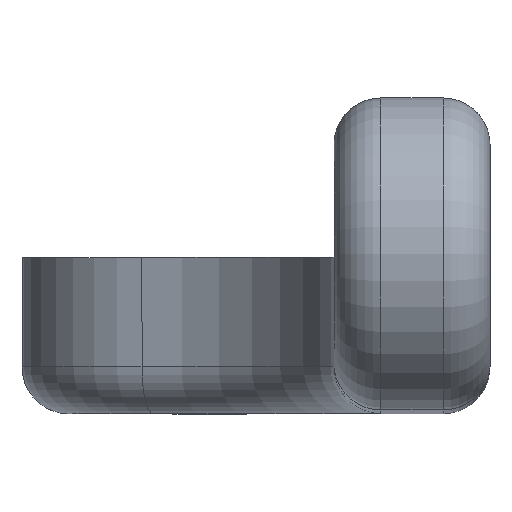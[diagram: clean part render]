
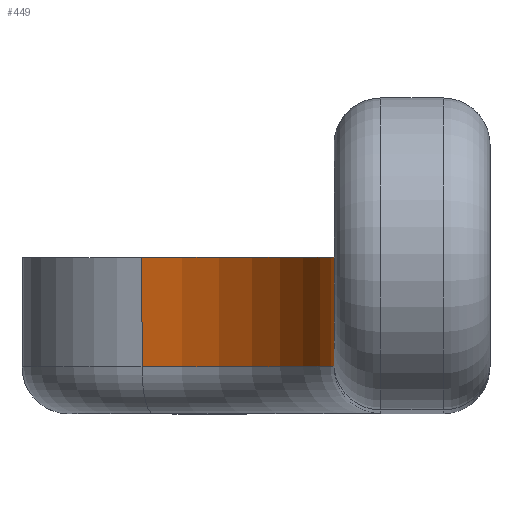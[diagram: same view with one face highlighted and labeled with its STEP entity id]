
A CAD part, top view. The second image highlights one B-rep face of the part: STEP entity #449.
In plain terms, the highlighted cylindrical face has radius 8 mm (diameter 16 mm), a partial arc.
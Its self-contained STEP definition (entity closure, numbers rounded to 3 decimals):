
#56=FACE_OUTER_BOUND('',#85,.T.);
#85=EDGE_LOOP('',(#383,#384,#385,#386));
#100=CIRCLE('',#489,8.);
#118=CIRCLE('',#521,8.);
#147=LINE('',#815,#176);
#150=LINE('',#821,#179);
#176=VECTOR('',#658,5.);
#179=VECTOR('',#667,10.);
#190=VERTEX_POINT('',#712);
#192=VERTEX_POINT('',#718);
#214=VERTEX_POINT('',#797);
#215=VERTEX_POINT('',#799);
#235=EDGE_CURVE('',#190,#192,#100,.T.);
#269=EDGE_CURVE('',#215,#214,#118,.T.);
#277=EDGE_CURVE('',#192,#214,#147,.T.);
#280=EDGE_CURVE('',#190,#215,#150,.T.);
#383=ORIENTED_EDGE('',*,*,#235,.F.);
#384=ORIENTED_EDGE('',*,*,#280,.T.);
#385=ORIENTED_EDGE('',*,*,#269,.T.);
#386=ORIENTED_EDGE('',*,*,#277,.F.);
#425=CYLINDRICAL_SURFACE('',#528,8.);
#449=ADVANCED_FACE('',(#56),#425,.F.);
#489=AXIS2_PLACEMENT_3D('',#722,#565,#566);
#521=AXIS2_PLACEMENT_3D('',#800,#643,#644);
#528=AXIS2_PLACEMENT_3D('',#820,#665,#666);
#565=DIRECTION('center_axis',(0.,1.,0.));
#566=DIRECTION('ref_axis',(0.784,0.,-0.62));
#643=DIRECTION('center_axis',(0.,1.,0.));
#644=DIRECTION('ref_axis',(0.707,0.,-0.707));
#658=DIRECTION('',(0.,1.,0.));
#665=DIRECTION('center_axis',(0.,1.,0.));
#666=DIRECTION('ref_axis',(0.707,0.,-0.707));
#667=DIRECTION('',(0.,1.,0.));
#712=CARTESIAN_POINT('',(0.,-1.,-112.));
#718=CARTESIAN_POINT('',(-6.154,-1.,-119.784));
#722=CARTESIAN_POINT('Origin',(-8.,-1.,-112.));
#797=CARTESIAN_POINT('',(-6.154,2.5,-119.784));
#799=CARTESIAN_POINT('',(0.,2.5,-112.));
#800=CARTESIAN_POINT('Origin',(-8.,2.5,-112.));
#815=CARTESIAN_POINT('',(-6.154,1.25,-119.784));
#820=CARTESIAN_POINT('Origin',(-8.,1.25,-112.));
#821=CARTESIAN_POINT('',(0.,1.25,-112.));
